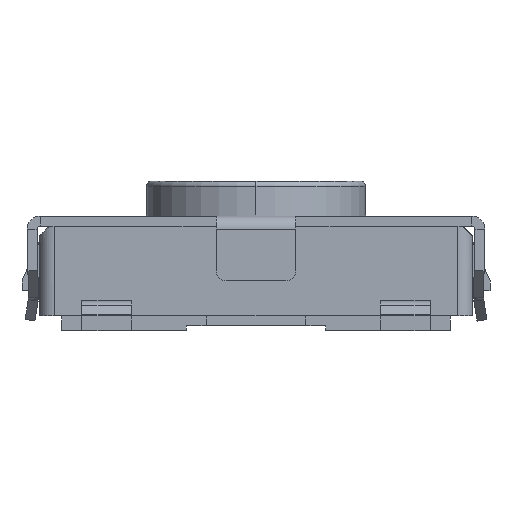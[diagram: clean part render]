
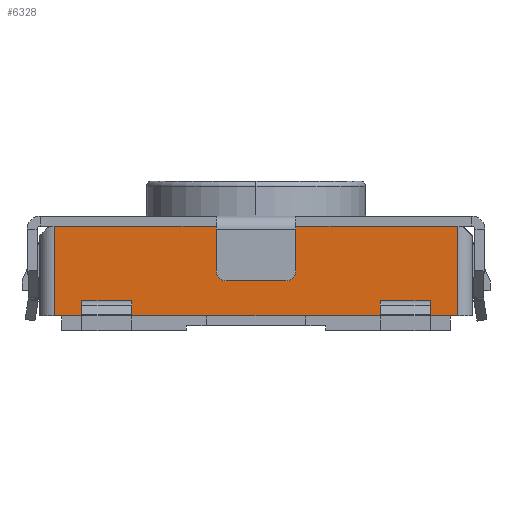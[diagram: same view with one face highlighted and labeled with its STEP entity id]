
A CAD part, left-side view. The second image highlights one B-rep face of the part: STEP entity #6328.
In plain terms, the highlighted planar face has unit normal (-1, 0, 0).
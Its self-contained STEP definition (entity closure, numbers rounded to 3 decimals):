
#6 = VERTEX_POINT ( 'NONE', #3135 ) ;
#235 = CARTESIAN_POINT ( 'NONE',  ( 2.661, 17.14, -0.2 ) ) ;
#255 = CARTESIAN_POINT ( 'NONE',  ( 2.661, 14.64, -0.2 ) ) ;
#275 = ORIENTED_EDGE ( 'NONE', *, *, #2432, .F. ) ;
#392 = CARTESIAN_POINT ( 'NONE',  ( 2.661, 17.915, 0.55 ) ) ;
#440 = VECTOR ( 'NONE', #2869, 1000. ) ;
#705 = DIRECTION ( 'NONE',  ( 0., -1., 0. ) ) ;
#752 = CARTESIAN_POINT ( 'NONE',  ( 2.661, 17.64, -0.2 ) ) ;
#790 = EDGE_CURVE ( 'NONE', #6168, #8663, #2120, .T. ) ;
#811 = VERTEX_POINT ( 'NONE', #1404 ) ;
#821 = VECTOR ( 'NONE', #6801, 1000. ) ;
#834 = LINE ( 'NONE', #3758, #3499 ) ;
#849 = ORIENTED_EDGE ( 'NONE', *, *, #8058, .F. ) ;
#875 = CARTESIAN_POINT ( 'NONE',  ( 2.661, 17.915, 0.55 ) ) ;
#916 = EDGE_CURVE ( 'NONE', #4232, #2498, #8951, .T. ) ;
#1112 = VECTOR ( 'NONE', #8134, 1000. ) ;
#1126 = LINE ( 'NONE', #8430, #3528 ) ;
#1164 = DIRECTION ( 'NONE',  ( 0., -1., 0. ) ) ;
#1173 = DIRECTION ( 'NONE',  ( 0., -1., 0. ) ) ;
#1213 = VECTOR ( 'NONE', #6332, 1000. ) ;
#1322 = EDGE_CURVE ( 'NONE', #2552, #6, #2453, .T. ) ;
#1404 = CARTESIAN_POINT ( 'NONE',  ( 2.661, 15.49, 0.55 ) ) ;
#1612 = DIRECTION ( 'NONE',  ( 1., 0., 0. ) ) ;
#1736 = EDGE_CURVE ( 'NONE', #6, #7773, #3285, .T. ) ;
#1917 = VECTOR ( 'NONE', #6539, 1000. ) ;
#1926 = ORIENTED_EDGE ( 'NONE', *, *, #1736, .F. ) ;
#2032 = CARTESIAN_POINT ( 'NONE',  ( 2.661, 17.64, -0.2 ) ) ;
#2041 = ORIENTED_EDGE ( 'NONE', *, *, #3596, .T. ) ;
#2120 = LINE ( 'NONE', #235, #3109 ) ;
#2198 = VECTOR ( 'NONE', #6138, 1000. ) ;
#2223 = CARTESIAN_POINT ( 'NONE',  ( 2.661, 17.915, 0.55 ) ) ;
#2235 = ORIENTED_EDGE ( 'NONE', *, *, #6501, .F. ) ;
#2374 = LINE ( 'NONE', #255, #6767 ) ;
#2432 = EDGE_CURVE ( 'NONE', #6672, #811, #5972, .T. ) ;
#2453 = LINE ( 'NONE', #5367, #821 ) ;
#2475 = EDGE_CURVE ( 'NONE', #9099, #6168, #8167, .T. ) ;
#2498 = VERTEX_POINT ( 'NONE', #4443 ) ;
#2535 = CARTESIAN_POINT ( 'NONE',  ( 2.661, 17.915, -0.35 ) ) ;
#2552 = VERTEX_POINT ( 'NONE', #4594 ) ;
#2563 = DIRECTION ( 'NONE',  ( 0., -1., 0. ) ) ;
#2658 = DIRECTION ( 'NONE',  ( 0., 0., -1. ) ) ;
#2867 = EDGE_CURVE ( 'NONE', #3630, #8663, #834, .T. ) ;
#2869 = DIRECTION ( 'NONE',  ( 0., 0., 1. ) ) ;
#3025 = CARTESIAN_POINT ( 'NONE',  ( 2.661, 14.64, -0.2 ) ) ;
#3033 = CARTESIAN_POINT ( 'NONE',  ( 2.661, 14.14, -0.2 ) ) ;
#3089 = PLANE ( 'NONE',  #5675 ) ;
#3109 = VECTOR ( 'NONE', #6075, 1000. ) ;
#3133 = EDGE_CURVE ( 'NONE', #2498, #9099, #9419, .T. ) ;
#3135 = CARTESIAN_POINT ( 'NONE',  ( 2.661, 13.865, -0.35 ) ) ;
#3160 = ORIENTED_EDGE ( 'NONE', *, *, #1322, .F. ) ;
#3179 = LINE ( 'NONE', #392, #6303 ) ;
#3269 = VERTEX_POINT ( 'NONE', #3025 ) ;
#3285 = LINE ( 'NONE', #6961, #7704 ) ;
#3499 = VECTOR ( 'NONE', #5948, 1000. ) ;
#3528 = VECTOR ( 'NONE', #1173, 1000. ) ;
#3551 = LINE ( 'NONE', #4228, #7938 ) ;
#3596 = EDGE_CURVE ( 'NONE', #3630, #3269, #6496, .T. ) ;
#3616 = ORIENTED_EDGE ( 'NONE', *, *, #6614, .T. ) ;
#3630 = VERTEX_POINT ( 'NONE', #8938 ) ;
#3758 = CARTESIAN_POINT ( 'NONE',  ( 2.661, 13.715, -0.35 ) ) ;
#3858 = ORIENTED_EDGE ( 'NONE', *, *, #3133, .T. ) ;
#3912 = CARTESIAN_POINT ( 'NONE',  ( 2.661, 17.14, -0.2 ) ) ;
#4228 = CARTESIAN_POINT ( 'NONE',  ( 2.661, 14.14, -0.2 ) ) ;
#4232 = VERTEX_POINT ( 'NONE', #2535 ) ;
#4443 = CARTESIAN_POINT ( 'NONE',  ( 2.661, 17.64, -0.35 ) ) ;
#4557 = LINE ( 'NONE', #2223, #1112 ) ;
#4594 = CARTESIAN_POINT ( 'NONE',  ( 2.661, 13.865, 0.55 ) ) ;
#4610 = CARTESIAN_POINT ( 'NONE',  ( 2.661, 17.915, -0.35 ) ) ;
#4709 = EDGE_LOOP ( 'NONE', ( #3616, #1926, #3160, #849, #275, #2235, #5921, #8169, #3858, #5635, #6541, #5359, #2041, #5300 ) ) ;
#5300 = ORIENTED_EDGE ( 'NONE', *, *, #9466, .T. ) ;
#5359 = ORIENTED_EDGE ( 'NONE', *, *, #2867, .F. ) ;
#5367 = CARTESIAN_POINT ( 'NONE',  ( 2.661, 13.865, 0.55 ) ) ;
#5635 = ORIENTED_EDGE ( 'NONE', *, *, #2475, .T. ) ;
#5675 = AXIS2_PLACEMENT_3D ( 'NONE', #875, #1612, #8765 ) ;
#5921 = ORIENTED_EDGE ( 'NONE', *, *, #7956, .T. ) ;
#5948 = DIRECTION ( 'NONE',  ( 0., 1., 0. ) ) ;
#5972 = LINE ( 'NONE', #8835, #1917 ) ;
#6075 = DIRECTION ( 'NONE',  ( 0., 0., -1. ) ) ;
#6138 = DIRECTION ( 'NONE',  ( 0., -1., 0. ) ) ;
#6168 = VERTEX_POINT ( 'NONE', #3912 ) ;
#6303 = VECTOR ( 'NONE', #1164, 1000. ) ;
#6328 = ADVANCED_FACE ( 'NONE', ( #6720 ), #3089, .F. ) ;
#6332 = DIRECTION ( 'NONE',  ( 0., 0., 1. ) ) ;
#6441 = CARTESIAN_POINT ( 'NONE',  ( 2.661, 17.14, -0.35 ) ) ;
#6496 = LINE ( 'NONE', #9410, #440 ) ;
#6501 = EDGE_CURVE ( 'NONE', #9221, #6672, #1126, .T. ) ;
#6510 = CARTESIAN_POINT ( 'NONE',  ( 2.661, 17.64, -0.2 ) ) ;
#6539 = DIRECTION ( 'NONE',  ( 0., -1., 0. ) ) ;
#6541 = ORIENTED_EDGE ( 'NONE', *, *, #790, .T. ) ;
#6614 = EDGE_CURVE ( 'NONE', #9351, #7773, #3551, .T. ) ;
#6672 = VERTEX_POINT ( 'NONE', #7852 ) ;
#6720 = FACE_OUTER_BOUND ( 'NONE', #4709, .T. ) ;
#6767 = VECTOR ( 'NONE', #2563, 1000. ) ;
#6801 = DIRECTION ( 'NONE',  ( 0., 0., -1. ) ) ;
#6913 = DIRECTION ( 'NONE',  ( 0., 1., 0. ) ) ;
#6961 = CARTESIAN_POINT ( 'NONE',  ( 2.661, 13.715, -0.35 ) ) ;
#7401 = VECTOR ( 'NONE', #705, 1000. ) ;
#7704 = VECTOR ( 'NONE', #6913, 1000. ) ;
#7773 = VERTEX_POINT ( 'NONE', #9243 ) ;
#7852 = CARTESIAN_POINT ( 'NONE',  ( 2.661, 16.29, 0.55 ) ) ;
#7938 = VECTOR ( 'NONE', #2658, 1000. ) ;
#7956 = EDGE_CURVE ( 'NONE', #9221, #4232, #4557, .T. ) ;
#8058 = EDGE_CURVE ( 'NONE', #811, #2552, #3179, .T. ) ;
#8134 = DIRECTION ( 'NONE',  ( 0., 0., -1. ) ) ;
#8167 = LINE ( 'NONE', #752, #7401 ) ;
#8169 = ORIENTED_EDGE ( 'NONE', *, *, #916, .T. ) ;
#8430 = CARTESIAN_POINT ( 'NONE',  ( 2.661, 17.915, 0.55 ) ) ;
#8663 = VERTEX_POINT ( 'NONE', #6441 ) ;
#8765 = DIRECTION ( 'NONE',  ( 0., 0., -1. ) ) ;
#8835 = CARTESIAN_POINT ( 'NONE',  ( 2.661, 17.915, 0.55 ) ) ;
#8855 = CARTESIAN_POINT ( 'NONE',  ( 2.661, 17.915, 0.55 ) ) ;
#8938 = CARTESIAN_POINT ( 'NONE',  ( 2.661, 14.64, -0.35 ) ) ;
#8951 = LINE ( 'NONE', #4610, #2198 ) ;
#9099 = VERTEX_POINT ( 'NONE', #6510 ) ;
#9221 = VERTEX_POINT ( 'NONE', #8855 ) ;
#9243 = CARTESIAN_POINT ( 'NONE',  ( 2.661, 14.14, -0.35 ) ) ;
#9351 = VERTEX_POINT ( 'NONE', #3033 ) ;
#9410 = CARTESIAN_POINT ( 'NONE',  ( 2.661, 14.64, -0.2 ) ) ;
#9419 = LINE ( 'NONE', #2032, #1213 ) ;
#9466 = EDGE_CURVE ( 'NONE', #3269, #9351, #2374, .T. ) ;
